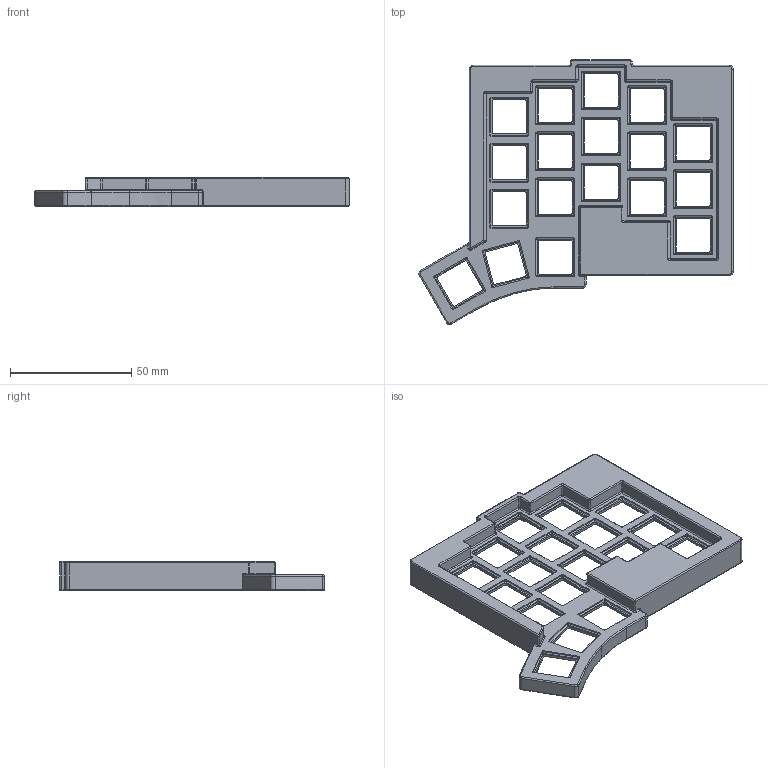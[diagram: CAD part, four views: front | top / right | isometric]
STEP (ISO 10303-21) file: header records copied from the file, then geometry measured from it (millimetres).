
FILE_DESCRIPTION(/* description */ ('','CAx-IF Rec.Pracs.---Representation and Presentation of Product Manufacturing Information (PMI)---4.0---2014-10-13'),/* implementation_level */ '2;1');
FILE_NAME(/* name */ 'top-right.step',/* time_stamp */ '2024-12-22T22:28:10+08:00',/* author */ (''),/* organization */ (''),/* preprocessor_version */ 'ST-DEVELOPER v20',/* originating_system */ 'Autodesk Translation Framework v13.20.0.188',/* authorisation */ '');
FILE_SCHEMA (('AP242_MANAGED_MODEL_BASED_3D_ENGINEERING_MIM_LF { 1 0 10303 442 1 1 4 }'));
Length unit declared in the file: millimetre
Products named in the file (1): Enclosure Unified
Bounding box: 129.79 x 109.42 x 12 mm (x, y, z)
Volume: 23926 mm3; surface area: 26917.6 mm2
Topology: 1 solids, 1 shells, 858 faces, 2022 edges, 1187 vertices
Faces by surface type: cylinder 414, plane 257, sphere 109, torus 56, bspline 22
Full cylindrical faces by diameter (mm): 2.9 x4
Entity records: 24787 total; most frequent: DIRECTION 4567, CARTESIAN_POINT 4525, ORIENTED_EDGE 4042, EDGE_CURVE 2021, AXIS2_PLACEMENT_3D 1729, VERTEX_POINT 1187, LINE 1109, VECTOR 1109
